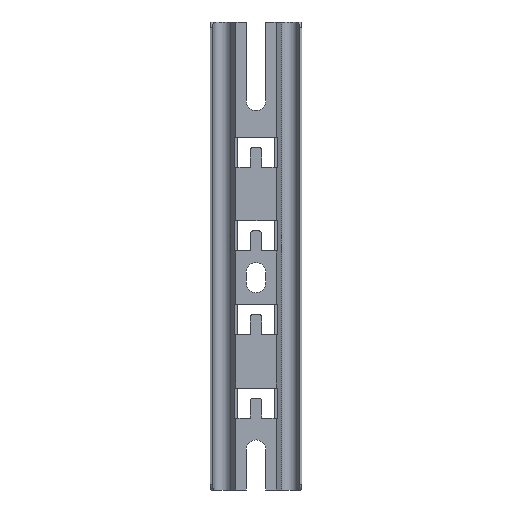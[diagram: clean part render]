
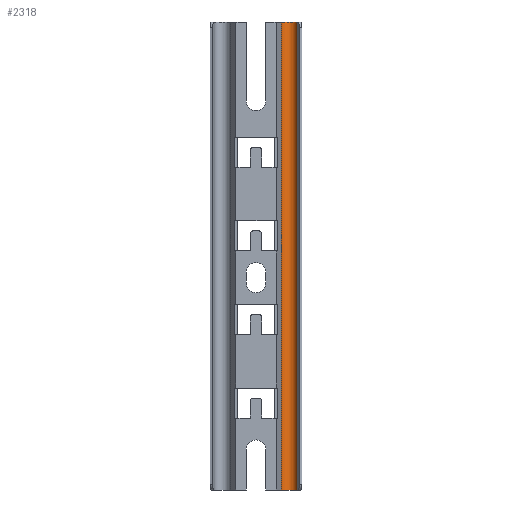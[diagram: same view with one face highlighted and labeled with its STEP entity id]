
A CAD part, front view. The second image highlights one B-rep face of the part: STEP entity #2318.
In plain terms, the highlighted cylindrical face has radius 5 mm (diameter 10 mm), a partial arc.
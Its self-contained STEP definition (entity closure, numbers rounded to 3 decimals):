
#45 = CARTESIAN_POINT ( 'NONE',  ( 15.147, 12.702, 140. ) ) ;
#62 = LINE ( 'NONE', #2365, #1339 ) ;
#110 = DIRECTION ( 'NONE',  ( -1., 0., 0. ) ) ;
#226 = DIRECTION ( 'NONE',  ( 0., 0., -1. ) ) ;
#236 = CARTESIAN_POINT ( 'NONE',  ( 20., 11.5, -140. ) ) ;
#259 = ORIENTED_EDGE ( 'NONE', *, *, #609, .T. ) ;
#300 = ORIENTED_EDGE ( 'NONE', *, *, #2403, .F. ) ;
#479 = EDGE_LOOP ( 'NONE', ( #259, #300, #2914, #2942 ) ) ;
#574 = CARTESIAN_POINT ( 'NONE',  ( 15.147, 12.702, 140. ) ) ;
#609 = EDGE_CURVE ( 'NONE', #2792, #1284, #2553, .T. ) ;
#827 = CIRCLE ( 'NONE', #2076, 5. ) ;
#842 = AXIS2_PLACEMENT_3D ( 'NONE', #856, #2401, #1747 ) ;
#856 = CARTESIAN_POINT ( 'NONE',  ( 20., 11.5, 140. ) ) ;
#1064 = DIRECTION ( 'NONE',  ( 0., 0., -1. ) ) ;
#1236 = DIRECTION ( 'NONE',  ( 0., 0., -1. ) ) ;
#1284 = VERTEX_POINT ( 'NONE', #2264 ) ;
#1305 = DIRECTION ( 'NONE',  ( 0., 0., -1. ) ) ;
#1339 = VECTOR ( 'NONE', #1064, 1000. ) ;
#1357 = FACE_OUTER_BOUND ( 'NONE', #479, .T. ) ;
#1460 = EDGE_CURVE ( 'NONE', #1543, #2792, #1572, .T. ) ;
#1543 = VERTEX_POINT ( 'NONE', #574 ) ;
#1572 = LINE ( 'NONE', #45, #2073 ) ;
#1747 = DIRECTION ( 'NONE',  ( -1., 0., 0. ) ) ;
#2073 = VECTOR ( 'NONE', #1236, 1000. ) ;
#2076 = AXIS2_PLACEMENT_3D ( 'NONE', #2625, #1305, #2860 ) ;
#2127 = CARTESIAN_POINT ( 'NONE',  ( 24.807, 12.874, 140. ) ) ;
#2264 = CARTESIAN_POINT ( 'NONE',  ( 24.807, 12.874, -140. ) ) ;
#2288 = EDGE_CURVE ( 'NONE', #1543, #2890, #827, .T. ) ;
#2318 = ADVANCED_FACE ( 'NONE', ( #1357 ), #2455, .F. ) ;
#2323 = AXIS2_PLACEMENT_3D ( 'NONE', #236, #226, #110 ) ;
#2365 = CARTESIAN_POINT ( 'NONE',  ( 24.807, 12.874, 140. ) ) ;
#2401 = DIRECTION ( 'NONE',  ( 0., 0., -1. ) ) ;
#2403 = EDGE_CURVE ( 'NONE', #2890, #1284, #62, .T. ) ;
#2455 = CYLINDRICAL_SURFACE ( 'NONE', #842, 5. ) ;
#2553 = CIRCLE ( 'NONE', #2323, 5. ) ;
#2625 = CARTESIAN_POINT ( 'NONE',  ( 20., 11.5, 140. ) ) ;
#2792 = VERTEX_POINT ( 'NONE', #2985 ) ;
#2860 = DIRECTION ( 'NONE',  ( -1., 0., 0. ) ) ;
#2890 = VERTEX_POINT ( 'NONE', #2127 ) ;
#2914 = ORIENTED_EDGE ( 'NONE', *, *, #2288, .F. ) ;
#2942 = ORIENTED_EDGE ( 'NONE', *, *, #1460, .T. ) ;
#2985 = CARTESIAN_POINT ( 'NONE',  ( 15.147, 12.702, -140. ) ) ;
